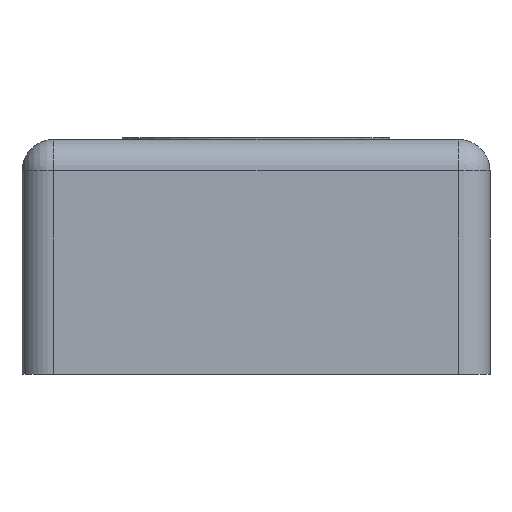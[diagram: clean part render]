
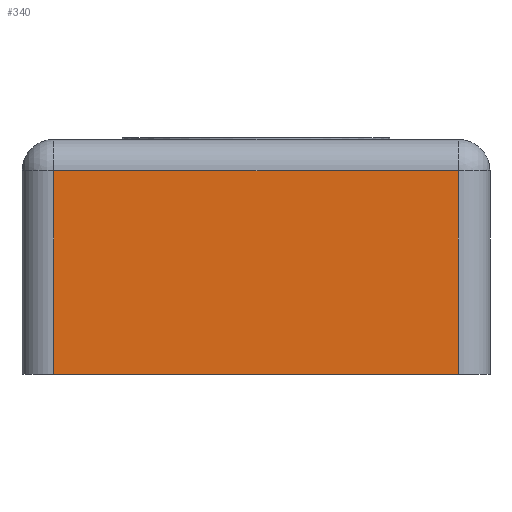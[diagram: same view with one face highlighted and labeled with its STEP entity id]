
A CAD part, left-side view. The second image highlights one B-rep face of the part: STEP entity #340.
In plain terms, the highlighted planar face has unit normal (-1, 0, 0).
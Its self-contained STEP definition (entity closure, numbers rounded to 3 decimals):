
#257 = DIRECTION ( 'NONE',  ( 0., 0., -1. ) ) ;
#265 = VECTOR ( 'NONE', #4852, 1000. ) ;
#340 = ADVANCED_FACE ( 'NONE', ( #1389 ), #4514, .F. ) ;
#483 = VERTEX_POINT ( 'NONE', #2022 ) ;
#594 = DIRECTION ( 'NONE',  ( 0., 0., 1. ) ) ;
#1061 = VECTOR ( 'NONE', #594, 1000. ) ;
#1131 = DIRECTION ( 'NONE',  ( 0., -1., 0. ) ) ;
#1325 = CARTESIAN_POINT ( 'NONE',  ( 0., 27.7, 0. ) ) ;
#1389 = FACE_OUTER_BOUND ( 'NONE', #2371, .T. ) ;
#1576 = VECTOR ( 'NONE', #1131, 1000. ) ;
#1649 = VECTOR ( 'NONE', #3798, 1000. ) ;
#1811 = CARTESIAN_POINT ( 'NONE',  ( 0., 27.7, 15. ) ) ;
#1872 = EDGE_CURVE ( 'NONE', #2632, #3795, #2492, .T. ) ;
#2022 = CARTESIAN_POINT ( 'NONE',  ( 0., 2., 0. ) ) ;
#2055 = ORIENTED_EDGE ( 'NONE', *, *, #1872, .T. ) ;
#2214 = CARTESIAN_POINT ( 'NONE',  ( 0., 0., 15. ) ) ;
#2371 = EDGE_LOOP ( 'NONE', ( #4441, #3157, #2055, #3910 ) ) ;
#2492 = LINE ( 'NONE', #2507, #265 ) ;
#2494 = EDGE_CURVE ( 'NONE', #483, #2632, #4124, .T. ) ;
#2507 = CARTESIAN_POINT ( 'NONE',  ( 0., 29.7, 12.9 ) ) ;
#2598 = VERTEX_POINT ( 'NONE', #1325 ) ;
#2632 = VERTEX_POINT ( 'NONE', #3614 ) ;
#2671 = LINE ( 'NONE', #1811, #1649 ) ;
#3157 = ORIENTED_EDGE ( 'NONE', *, *, #2494, .T. ) ;
#3564 = CARTESIAN_POINT ( 'NONE',  ( 0., 2., 15. ) ) ;
#3614 = CARTESIAN_POINT ( 'NONE',  ( 0., 2., 12.9 ) ) ;
#3795 = VERTEX_POINT ( 'NONE', #4868 ) ;
#3798 = DIRECTION ( 'NONE',  ( 0., 0., -1. ) ) ;
#3806 = EDGE_CURVE ( 'NONE', #3795, #2598, #2671, .T. ) ;
#3874 = LINE ( 'NONE', #4952, #1576 ) ;
#3910 = ORIENTED_EDGE ( 'NONE', *, *, #3806, .T. ) ;
#4124 = LINE ( 'NONE', #3564, #1061 ) ;
#4234 = AXIS2_PLACEMENT_3D ( 'NONE', #2214, #4861, #257 ) ;
#4441 = ORIENTED_EDGE ( 'NONE', *, *, #4604, .T. ) ;
#4514 = PLANE ( 'NONE',  #4234 ) ;
#4604 = EDGE_CURVE ( 'NONE', #2598, #483, #3874, .T. ) ;
#4852 = DIRECTION ( 'NONE',  ( 0., 1., 0. ) ) ;
#4861 = DIRECTION ( 'NONE',  ( 1., 0., 0. ) ) ;
#4868 = CARTESIAN_POINT ( 'NONE',  ( 0., 27.7, 12.9 ) ) ;
#4952 = CARTESIAN_POINT ( 'NONE',  ( 0., 0., 0. ) ) ;
